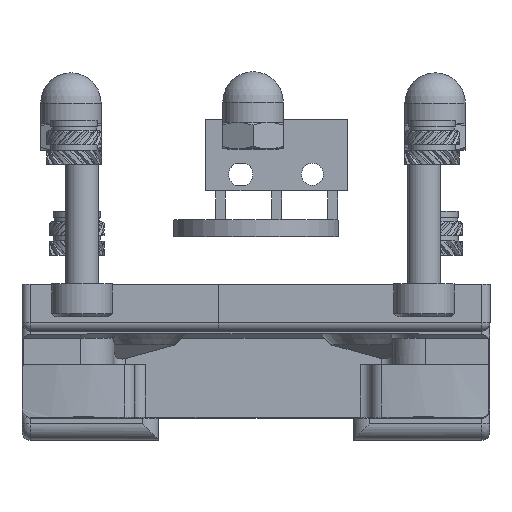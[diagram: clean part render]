
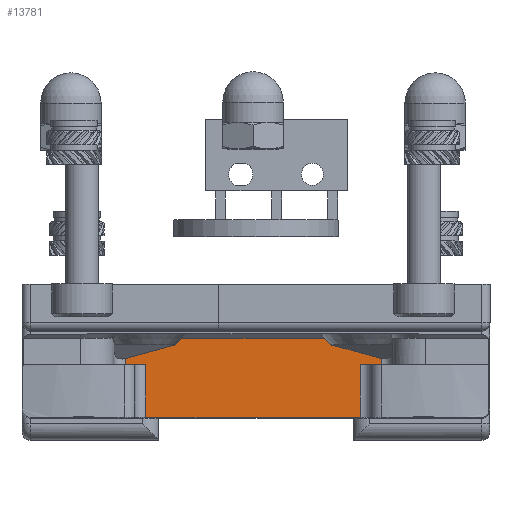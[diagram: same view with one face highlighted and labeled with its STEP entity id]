
A CAD part, top view. The second image highlights one B-rep face of the part: STEP entity #13781.
In plain terms, the highlighted planar face has unit normal (0, 0, 1).
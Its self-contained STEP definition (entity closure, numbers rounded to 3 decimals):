
#104=(
BOUNDED_CURVE()
B_SPLINE_CURVE(2,(#44080,#44081,#44082),.UNSPECIFIED.,.F.,.F.)
B_SPLINE_CURVE_WITH_KNOTS((3,3),(0.005,0.009),
 .UNSPECIFIED.)
CURVE()
GEOMETRIC_REPRESENTATION_ITEM()
RATIONAL_B_SPLINE_CURVE((1.386,1.523,1.659))
REPRESENTATION_ITEM('')
);
#105=(
BOUNDED_CURVE()
B_SPLINE_CURVE(2,(#44086,#44087,#44088),.UNSPECIFIED.,.F.,.F.)
B_SPLINE_CURVE_WITH_KNOTS((3,3),(1.376,1.38),
 .UNSPECIFIED.)
CURVE()
GEOMETRIC_REPRESENTATION_ITEM()
RATIONAL_B_SPLINE_CURVE((1.659,1.523,1.386))
REPRESENTATION_ITEM('')
);
#1550=PLANE('',#15104);
#2511=FACE_OUTER_BOUND('',#3348,.T.);
#3348=EDGE_LOOP('',(#12763,#12764,#12765,#12766,#12767,#12768,#12769,#12770,
#12771,#12772,#12773,#12774));
#3958=LINE('',#43950,#4604);
#3984=LINE('',#44066,#4630);
#3985=LINE('',#44071,#4631);
#3986=LINE('',#44074,#4632);
#3987=LINE('',#44076,#4633);
#3988=LINE('',#44078,#4634);
#3989=LINE('',#44084,#4635);
#3990=LINE('',#44090,#4636);
#3991=LINE('',#44092,#4637);
#3992=LINE('',#44093,#4638);
#4604=VECTOR('',#18008,10.);
#4630=VECTOR('',#18096,10.);
#4631=VECTOR('',#18103,10.);
#4632=VECTOR('',#18106,10.);
#4633=VECTOR('',#18107,10.);
#4634=VECTOR('',#18108,10.);
#4635=VECTOR('',#18109,10.);
#4636=VECTOR('',#18110,10.);
#4637=VECTOR('',#18111,10.);
#4638=VECTOR('',#18112,10.);
#6548=VERTEX_POINT('',#43947);
#6549=VERTEX_POINT('',#43949);
#6578=VERTEX_POINT('',#44065);
#6579=VERTEX_POINT('',#44069);
#6580=VERTEX_POINT('',#44073);
#6581=VERTEX_POINT('',#44075);
#6582=VERTEX_POINT('',#44077);
#6583=VERTEX_POINT('',#44079);
#6584=VERTEX_POINT('',#44083);
#6585=VERTEX_POINT('',#44085);
#6586=VERTEX_POINT('',#44089);
#6587=VERTEX_POINT('',#44091);
#8607=EDGE_CURVE('',#6548,#6549,#3958,.T.);
#8653=EDGE_CURVE('',#6578,#6549,#3984,.T.);
#8656=EDGE_CURVE('',#6548,#6579,#3985,.T.);
#8657=EDGE_CURVE('',#6580,#6579,#3986,.F.);
#8658=EDGE_CURVE('',#6580,#6581,#3987,.T.);
#8659=EDGE_CURVE('',#6582,#6581,#3988,.T.);
#8660=EDGE_CURVE('',#6583,#6582,#104,.T.);
#8661=EDGE_CURVE('',#6583,#6584,#3989,.T.);
#8662=EDGE_CURVE('',#6585,#6584,#105,.T.);
#8663=EDGE_CURVE('',#6586,#6585,#3990,.T.);
#8664=EDGE_CURVE('',#6586,#6587,#3991,.T.);
#8665=EDGE_CURVE('',#6578,#6587,#3992,.F.);
#12763=ORIENTED_EDGE('',*,*,#8607,.F.);
#12764=ORIENTED_EDGE('',*,*,#8656,.T.);
#12765=ORIENTED_EDGE('',*,*,#8657,.F.);
#12766=ORIENTED_EDGE('',*,*,#8658,.T.);
#12767=ORIENTED_EDGE('',*,*,#8659,.F.);
#12768=ORIENTED_EDGE('',*,*,#8660,.F.);
#12769=ORIENTED_EDGE('',*,*,#8661,.T.);
#12770=ORIENTED_EDGE('',*,*,#8662,.F.);
#12771=ORIENTED_EDGE('',*,*,#8663,.F.);
#12772=ORIENTED_EDGE('',*,*,#8664,.T.);
#12773=ORIENTED_EDGE('',*,*,#8665,.F.);
#12774=ORIENTED_EDGE('',*,*,#8653,.T.);
#13781=ADVANCED_FACE('',(#2511),#1550,.F.);
#15104=AXIS2_PLACEMENT_3D('',#44072,#18104,#18105);
#18008=DIRECTION('',(-1.,0.,0.));
#18096=DIRECTION('',(0.,-1.,0.));
#18103=DIRECTION('',(0.,1.,0.));
#18104=DIRECTION('center_axis',(0.,0.,
-1.));
#18105=DIRECTION('ref_axis',(1.,0.,0.));
#18106=DIRECTION('',(1.,0.,0.));
#18107=DIRECTION('',(0.,1.,0.));
#18108=DIRECTION('',(0.964,-0.266,0.));
#18109=DIRECTION('',(-1.,0.,0.));
#18110=DIRECTION('',(0.964,0.266,0.));
#18111=DIRECTION('',(0.,-1.,0.));
#18112=DIRECTION('',(1.,0.,0.));
#43947=CARTESIAN_POINT('',(9.7,-0.17,10.));
#43949=CARTESIAN_POINT('',(-9.7,-0.17,10.));
#43950=CARTESIAN_POINT('',(-3.965,-0.17,10.));
#44065=CARTESIAN_POINT('',(-9.7,4.6,10.));
#44066=CARTESIAN_POINT('',(-9.7,5.,10.));
#44069=CARTESIAN_POINT('',(9.7,4.6,10.));
#44071=CARTESIAN_POINT('',(9.7,5.,10.));
#44072=CARTESIAN_POINT('Origin',(-8.199,10.3,10.));
#44073=CARTESIAN_POINT('',(11.601,4.6,10.));
#44074=CARTESIAN_POINT('',(-4.2,4.6,10.));
#44075=CARTESIAN_POINT('',(11.601,5.148,10.));
#44076=CARTESIAN_POINT('',(11.601,8.85,10.));
#44077=CARTESIAN_POINT('',(7.06,6.4,10.));
#44078=CARTESIAN_POINT('',(-0.53,8.494,10.));
#44079=CARTESIAN_POINT('',(6.46,7.,10.));
#44080=CARTESIAN_POINT('Ctrl Pts',(6.46,7.,10.));
#44081=CARTESIAN_POINT('Ctrl Pts',(6.788,6.672,10.));
#44082=CARTESIAN_POINT('Ctrl Pts',(7.06,6.4,10.));
#44083=CARTESIAN_POINT('',(-6.46,7.,10.));
#44084=CARTESIAN_POINT('',(-6.589,7.,10.));
#44085=CARTESIAN_POINT('',(-7.06,6.4,10.));
#44086=CARTESIAN_POINT('Ctrl Pts',(-7.06,6.4,10.));
#44087=CARTESIAN_POINT('Ctrl Pts',(-6.788,6.672,10.));
#44088=CARTESIAN_POINT('Ctrl Pts',(-6.46,7.,10.));
#44089=CARTESIAN_POINT('',(-11.599,5.146,10.));
#44090=CARTESIAN_POINT('',(-12.561,4.88,10.));
#44091=CARTESIAN_POINT('',(-11.599,4.6,10.));
#44092=CARTESIAN_POINT('',(-11.599,8.85,10.));
#44093=CARTESIAN_POINT('',(-4.2,4.6,10.));
